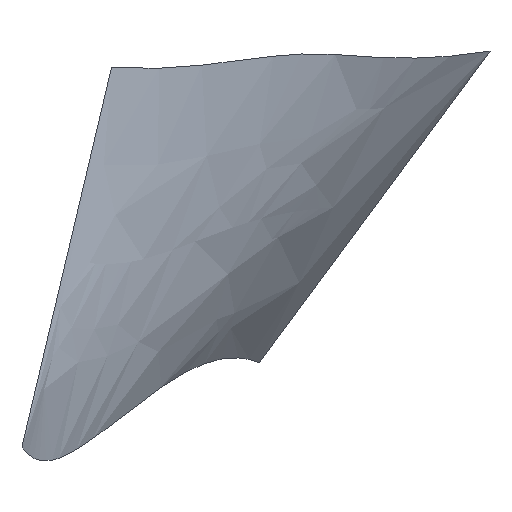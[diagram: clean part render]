
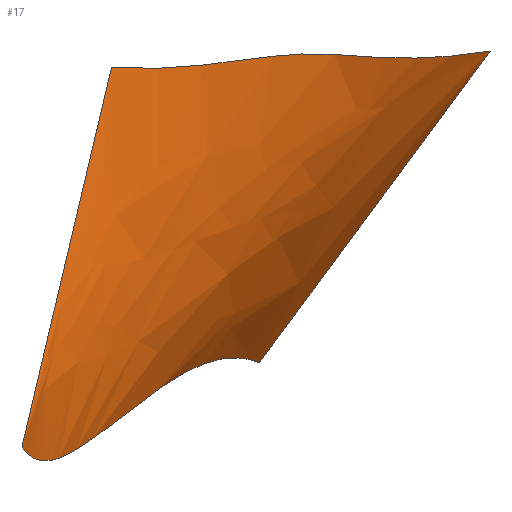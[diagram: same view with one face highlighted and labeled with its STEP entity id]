
A CAD part, isometric view. The second image highlights one B-rep face of the part: STEP entity #17.
In plain terms, the highlighted free-form (B-spline) face has degree [3, 1] with [5, 2] control points.
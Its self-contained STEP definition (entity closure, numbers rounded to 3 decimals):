
#17 = ADVANCED_FACE('',(#18),#31,.T.);
#18 = FACE_BOUND('',#19,.T.);
#19 = EDGE_LOOP('',(#20,#48,#66,#81));
#20 = ORIENTED_EDGE('',*,*,#21,.F.);
#21 = EDGE_CURVE('',#22,#24,#26,.T.);
#22 = VERTEX_POINT('',#23);
#23 = CARTESIAN_POINT('',(-2.273,0.,-2.706));
#24 = VERTEX_POINT('',#25);
#25 = CARTESIAN_POINT('',(0.165,1.204,0.));
#26 = SURFACE_CURVE('',#27,(#30),.PCURVE_S1.);
#27 = B_SPLINE_CURVE_WITH_KNOTS('',1,(#28,#29),.UNSPECIFIED.,.F.,.F.,(2,
    2),(0.,1.),.PIECEWISE_BEZIER_KNOTS.);
#28 = CARTESIAN_POINT('',(-2.273,0.,-2.706));
#29 = CARTESIAN_POINT('',(0.165,1.204,0.));
#30 = PCURVE('',#31,#42);
#31 = B_SPLINE_SURFACE_WITH_KNOTS('',3,1,(
    (#32,#33)
    ,(#34,#35)
    ,(#36,#37)
    ,(#38,#39)
    ,(#40,#41
    )),.UNSPECIFIED.,.F.,.F.,.F.,(4,1,4),(2,2),(0.,0.5,1.),(0.,1.),
  .UNSPECIFIED.);
#32 = CARTESIAN_POINT('',(-2.273,0.,-2.706));
#33 = CARTESIAN_POINT('',(0.165,1.204,0.));
#34 = CARTESIAN_POINT('',(-1.988,0.,-3.238));
#35 = CARTESIAN_POINT('',(0.672,0.584,0.));
#36 = CARTESIAN_POINT('',(-0.945,0.,-3.03));
#37 = CARTESIAN_POINT('',(1.895,0.167,0.));
#38 = CARTESIAN_POINT('',(0.407,0.,-2.815));
#39 = CARTESIAN_POINT('',(2.135,-0.728,0.));
#40 = CARTESIAN_POINT('',(1.,0.,-3.341));
#41 = CARTESIAN_POINT('',(2.97,-1.208,0.));
#42 = DEFINITIONAL_REPRESENTATION('',(#43),#47);
#43 = LINE('',#44,#45);
#44 = CARTESIAN_POINT('',(0.,0.));
#45 = VECTOR('',#46,1.);
#46 = DIRECTION('',(0.,1.));
#47 = ( GEOMETRIC_REPRESENTATION_CONTEXT(2) 
PARAMETRIC_REPRESENTATION_CONTEXT() REPRESENTATION_CONTEXT('2D SPACE',''
  ) );
#48 = ORIENTED_EDGE('',*,*,#49,.T.);
#49 = EDGE_CURVE('',#22,#50,#52,.T.);
#50 = VERTEX_POINT('',#51);
#51 = CARTESIAN_POINT('',(1.,0.,-3.341));
#52 = SURFACE_CURVE('',#53,(#59),.PCURVE_S1.);
#53 = B_SPLINE_CURVE_WITH_KNOTS('',3,(#54,#55,#56,#57,#58),
  .UNSPECIFIED.,.F.,.F.,(4,1,4),(0.,0.5,1.),.QUASI_UNIFORM_KNOTS.);
#54 = CARTESIAN_POINT('',(-2.273,0.,-2.706));
#55 = CARTESIAN_POINT('',(-1.988,0.,-3.238));
#56 = CARTESIAN_POINT('',(-0.945,0.,-3.03));
#57 = CARTESIAN_POINT('',(0.407,0.,-2.815));
#58 = CARTESIAN_POINT('',(1.,0.,-3.341));
#59 = PCURVE('',#31,#60);
#60 = DEFINITIONAL_REPRESENTATION('',(#61),#65);
#61 = LINE('',#62,#63);
#62 = CARTESIAN_POINT('',(0.,0.));
#63 = VECTOR('',#64,1.);
#64 = DIRECTION('',(1.,0.));
#65 = ( GEOMETRIC_REPRESENTATION_CONTEXT(2) 
PARAMETRIC_REPRESENTATION_CONTEXT() REPRESENTATION_CONTEXT('2D SPACE',''
  ) );
#66 = ORIENTED_EDGE('',*,*,#67,.T.);
#67 = EDGE_CURVE('',#50,#68,#70,.T.);
#68 = VERTEX_POINT('',#69);
#69 = CARTESIAN_POINT('',(2.97,-1.208,0.));
#70 = SURFACE_CURVE('',#71,(#74),.PCURVE_S1.);
#71 = B_SPLINE_CURVE_WITH_KNOTS('',1,(#72,#73),.UNSPECIFIED.,.F.,.F.,(2,
    2),(0.,1.),.PIECEWISE_BEZIER_KNOTS.);
#72 = CARTESIAN_POINT('',(1.,0.,-3.341));
#73 = CARTESIAN_POINT('',(2.97,-1.208,0.));
#74 = PCURVE('',#31,#75);
#75 = DEFINITIONAL_REPRESENTATION('',(#76),#80);
#76 = LINE('',#77,#78);
#77 = CARTESIAN_POINT('',(1.,0.));
#78 = VECTOR('',#79,1.);
#79 = DIRECTION('',(0.,1.));
#80 = ( GEOMETRIC_REPRESENTATION_CONTEXT(2) 
PARAMETRIC_REPRESENTATION_CONTEXT() REPRESENTATION_CONTEXT('2D SPACE',''
  ) );
#81 = ORIENTED_EDGE('',*,*,#82,.F.);
#82 = EDGE_CURVE('',#24,#68,#83,.T.);
#83 = SURFACE_CURVE('',#84,(#90),.PCURVE_S1.);
#84 = B_SPLINE_CURVE_WITH_KNOTS('',3,(#85,#86,#87,#88,#89),
  .UNSPECIFIED.,.F.,.F.,(4,1,4),(0.,0.5,1.),.QUASI_UNIFORM_KNOTS.);
#85 = CARTESIAN_POINT('',(0.165,1.204,0.));
#86 = CARTESIAN_POINT('',(0.672,0.584,0.));
#87 = CARTESIAN_POINT('',(1.895,0.167,0.));
#88 = CARTESIAN_POINT('',(2.135,-0.728,0.));
#89 = CARTESIAN_POINT('',(2.97,-1.208,0.));
#90 = PCURVE('',#31,#91);
#91 = DEFINITIONAL_REPRESENTATION('',(#92),#96);
#92 = LINE('',#93,#94);
#93 = CARTESIAN_POINT('',(0.,1.));
#94 = VECTOR('',#95,1.);
#95 = DIRECTION('',(1.,0.));
#96 = ( GEOMETRIC_REPRESENTATION_CONTEXT(2) 
PARAMETRIC_REPRESENTATION_CONTEXT() REPRESENTATION_CONTEXT('2D SPACE',''
  ) );
